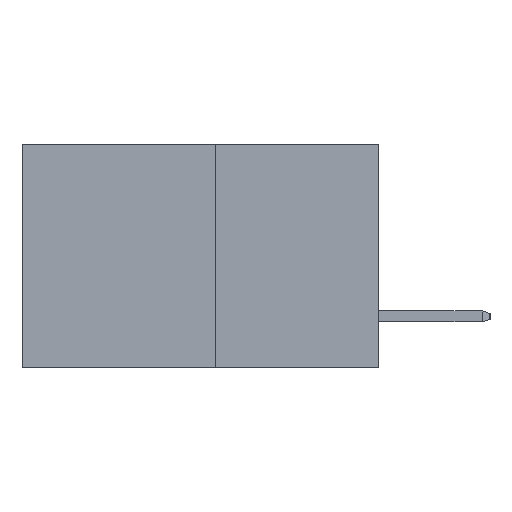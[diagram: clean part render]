
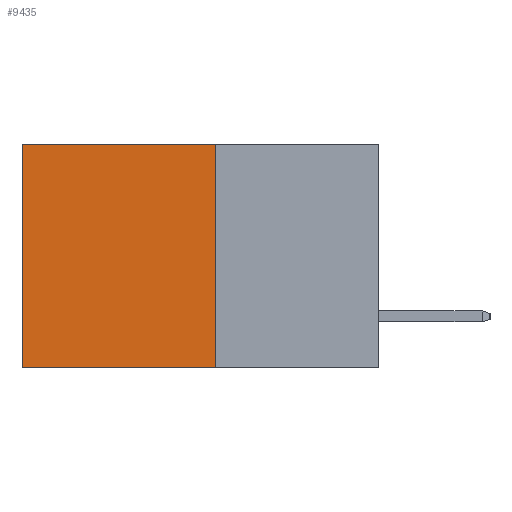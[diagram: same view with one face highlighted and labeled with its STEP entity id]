
A CAD part, left-side view. The second image highlights one B-rep face of the part: STEP entity #9435.
In plain terms, the highlighted planar face has unit normal (-1, 0, 0).
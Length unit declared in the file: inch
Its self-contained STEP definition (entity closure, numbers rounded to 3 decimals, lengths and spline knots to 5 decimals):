
#88 = ORIENTED_EDGE ( 'NONE', *, *, #12722, .F. ) ;
#600 = EDGE_CURVE ( 'NONE', #7225, #10189, #1716, .T. ) ;
#662 = CARTESIAN_POINT ( 'NONE',  ( 0.277, 0.59, -0.37 ) ) ;
#811 = ORIENTED_EDGE ( 'NONE', *, *, #12324, .F. ) ;
#827 = CARTESIAN_POINT ( 'NONE',  ( 0.277, 0.27, -0.37 ) ) ;
#933 = AXIS2_PLACEMENT_3D ( 'NONE', #4265, #11390, #5374 ) ;
#1716 = LINE ( 'NONE', #3613, #7406 ) ;
#1955 = VECTOR ( 'NONE', #9405, 39.37008 ) ;
#2085 = PLANE ( 'NONE',  #933 ) ;
#2418 = LINE ( 'NONE', #662, #8054 ) ;
#3022 = DIRECTION ( 'NONE',  ( 0., 1., 0. ) ) ;
#3306 = EDGE_LOOP ( 'NONE', ( #5576, #811, #88, #5288 ) ) ;
#3613 = CARTESIAN_POINT ( 'NONE',  ( 0.277, 0.27, 0. ) ) ;
#4265 = CARTESIAN_POINT ( 'NONE',  ( 0.277, 0.27, -0.37 ) ) ;
#5288 = ORIENTED_EDGE ( 'NONE', *, *, #600, .T. ) ;
#5374 = DIRECTION ( 'NONE',  ( 0., 0., -1. ) ) ;
#5414 = VERTEX_POINT ( 'NONE', #9089 ) ;
#5576 = ORIENTED_EDGE ( 'NONE', *, *, #8588, .T. ) ;
#7225 = VERTEX_POINT ( 'NONE', #8891 ) ;
#7406 = VECTOR ( 'NONE', #3022, 39.37008 ) ;
#7526 = CARTESIAN_POINT ( 'NONE',  ( 0.277, 0.59, 0. ) ) ;
#7626 = LINE ( 'NONE', #8400, #1955 ) ;
#7683 = VERTEX_POINT ( 'NONE', #11692 ) ;
#8054 = VECTOR ( 'NONE', #8096, 39.37008 ) ;
#8096 = DIRECTION ( 'NONE',  ( 0., 0., -1. ) ) ;
#8400 = CARTESIAN_POINT ( 'NONE',  ( 0.277, 0.27, -0.37 ) ) ;
#8588 = EDGE_CURVE ( 'NONE', #10189, #5414, #2418, .T. ) ;
#8891 = CARTESIAN_POINT ( 'NONE',  ( 0.277, 0.27, 0. ) ) ;
#9089 = CARTESIAN_POINT ( 'NONE',  ( 0.277, 0.59, -0.37 ) ) ;
#9244 = DIRECTION ( 'NONE',  ( 0., 1., 0. ) ) ;
#9405 = DIRECTION ( 'NONE',  ( 0., 0., -1. ) ) ;
#9435 = ADVANCED_FACE ( 'NONE', ( #10657 ), #2085, .F. ) ;
#9668 = VECTOR ( 'NONE', #9244, 39.37008 ) ;
#9975 = LINE ( 'NONE', #827, #9668 ) ;
#10189 = VERTEX_POINT ( 'NONE', #7526 ) ;
#10657 = FACE_OUTER_BOUND ( 'NONE', #3306, .T. ) ;
#11390 = DIRECTION ( 'NONE',  ( 1., 0., 0. ) ) ;
#11692 = CARTESIAN_POINT ( 'NONE',  ( 0.277, 0.27, -0.37 ) ) ;
#12324 = EDGE_CURVE ( 'NONE', #7683, #5414, #9975, .T. ) ;
#12722 = EDGE_CURVE ( 'NONE', #7225, #7683, #7626, .T. ) ;
